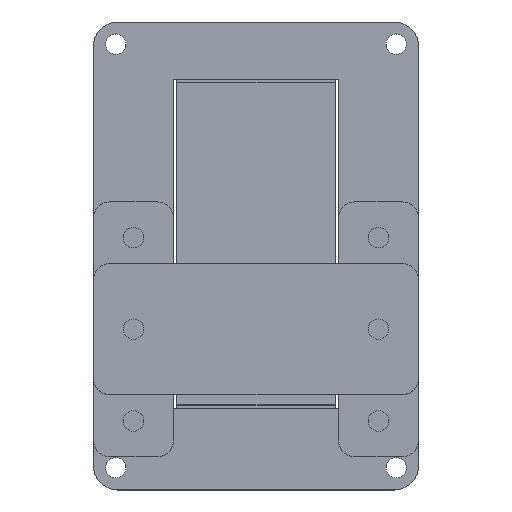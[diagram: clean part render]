
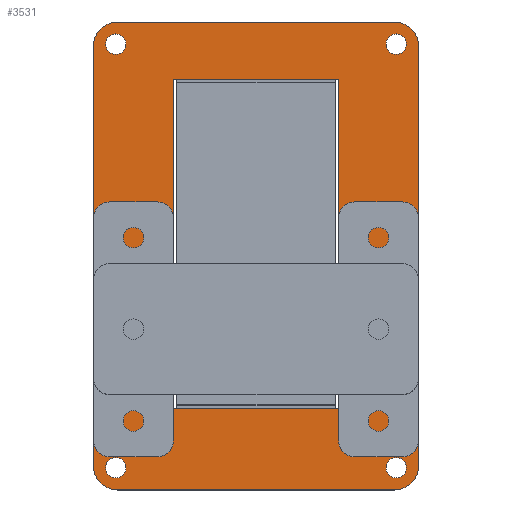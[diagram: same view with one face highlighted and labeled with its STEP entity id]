
A CAD part, top view. The second image highlights one B-rep face of the part: STEP entity #3531.
In plain terms, the highlighted planar face has unit normal (0, 0, 1).
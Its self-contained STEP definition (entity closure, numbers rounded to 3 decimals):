
#192=LINE('',#5575,#516);
#202=LINE('',#5612,#526);
#208=LINE('',#5630,#532);
#210=LINE('',#5634,#534);
#212=LINE('',#5638,#536);
#214=LINE('',#5641,#538);
#218=LINE('',#5655,#542);
#219=LINE('',#5657,#543);
#516=VECTOR('',#4501,10.);
#526=VECTOR('',#4533,10.);
#532=VECTOR('',#4553,10.);
#534=VECTOR('',#4557,10.);
#536=VECTOR('',#4561,10.);
#538=VECTOR('',#4565,10.);
#542=VECTOR('',#4583,10.);
#543=VECTOR('',#4586,10.);
#843=FACE_BOUND('',#1199,.T.);
#844=FACE_BOUND('',#1200,.T.);
#845=FACE_BOUND('',#1201,.T.);
#846=FACE_BOUND('',#1202,.T.);
#847=FACE_BOUND('',#1203,.T.);
#848=FACE_BOUND('',#1204,.T.);
#849=FACE_BOUND('',#1205,.T.);
#967=FACE_OUTER_BOUND('',#1198,.T.);
#1198=EDGE_LOOP('',(#2784,#2785,#2786,#2787,#2788,#2789,#2790,#2791));
#1199=EDGE_LOOP('',(#2792));
#1200=EDGE_LOOP('',(#2793));
#1201=EDGE_LOOP('',(#2794));
#1202=EDGE_LOOP('',(#2795));
#1203=EDGE_LOOP('',(#2796));
#1204=EDGE_LOOP('',(#2797,#2798,#2799,#2800));
#1205=EDGE_LOOP('',(#2801));
#1399=CIRCLE('',#3850,0.5);
#1401=CIRCLE('',#3853,0.5);
#1402=CIRCLE('',#3855,3.);
#1411=CIRCLE('',#3867,3.);
#1412=CIRCLE('',#3870,3.);
#1413=CIRCLE('',#3872,3.);
#1414=CIRCLE('',#3874,1.28);
#1415=CIRCLE('',#3880,1.28);
#1416=CIRCLE('',#3882,1.28);
#1417=CIRCLE('',#3884,1.28);
#1633=VERTEX_POINT('',#5552);
#1635=VERTEX_POINT('',#5558);
#1636=VERTEX_POINT('',#5562);
#1637=VERTEX_POINT('',#5563);
#1641=VERTEX_POINT('',#5573);
#1655=VERTEX_POINT('',#5605);
#1656=VERTEX_POINT('',#5606);
#1657=VERTEX_POINT('',#5611);
#1658=VERTEX_POINT('',#5615);
#1659=VERTEX_POINT('',#5619);
#1660=VERTEX_POINT('',#5623);
#1661=VERTEX_POINT('',#5627);
#1662=VERTEX_POINT('',#5629);
#1663=VERTEX_POINT('',#5633);
#1664=VERTEX_POINT('',#5637);
#1665=VERTEX_POINT('',#5643);
#1666=VERTEX_POINT('',#5647);
#1667=VERTEX_POINT('',#5651);
#2024=EDGE_CURVE('',#1633,#1633,#1399,.T.);
#2027=EDGE_CURVE('',#1635,#1635,#1401,.T.);
#2028=EDGE_CURVE('',#1636,#1637,#1402,.T.);
#2034=EDGE_CURVE('',#1636,#1641,#192,.T.);
#2049=EDGE_CURVE('',#1655,#1656,#1411,.T.);
#2052=EDGE_CURVE('',#1657,#1656,#202,.T.);
#2054=EDGE_CURVE('',#1657,#1658,#1412,.T.);
#2056=EDGE_CURVE('',#1659,#1641,#1413,.T.);
#2058=EDGE_CURVE('',#1660,#1660,#1414,.T.);
#2061=EDGE_CURVE('',#1662,#1661,#208,.T.);
#2063=EDGE_CURVE('',#1663,#1662,#210,.T.);
#2065=EDGE_CURVE('',#1664,#1663,#212,.T.);
#2067=EDGE_CURVE('',#1661,#1664,#214,.T.);
#2068=EDGE_CURVE('',#1665,#1665,#1415,.T.);
#2070=EDGE_CURVE('',#1666,#1666,#1416,.T.);
#2072=EDGE_CURVE('',#1667,#1667,#1417,.T.);
#2074=EDGE_CURVE('',#1659,#1658,#218,.T.);
#2075=EDGE_CURVE('',#1655,#1637,#219,.T.);
#2784=ORIENTED_EDGE('',*,*,#2028,.F.);
#2785=ORIENTED_EDGE('',*,*,#2034,.T.);
#2786=ORIENTED_EDGE('',*,*,#2056,.F.);
#2787=ORIENTED_EDGE('',*,*,#2074,.T.);
#2788=ORIENTED_EDGE('',*,*,#2054,.F.);
#2789=ORIENTED_EDGE('',*,*,#2052,.T.);
#2790=ORIENTED_EDGE('',*,*,#2049,.F.);
#2791=ORIENTED_EDGE('',*,*,#2075,.T.);
#2792=ORIENTED_EDGE('',*,*,#2024,.T.);
#2793=ORIENTED_EDGE('',*,*,#2027,.T.);
#2794=ORIENTED_EDGE('',*,*,#2072,.T.);
#2795=ORIENTED_EDGE('',*,*,#2070,.T.);
#2796=ORIENTED_EDGE('',*,*,#2068,.T.);
#2797=ORIENTED_EDGE('',*,*,#2067,.T.);
#2798=ORIENTED_EDGE('',*,*,#2065,.T.);
#2799=ORIENTED_EDGE('',*,*,#2063,.T.);
#2800=ORIENTED_EDGE('',*,*,#2061,.T.);
#2801=ORIENTED_EDGE('',*,*,#2058,.T.);
#3389=PLANE('',#3887);
#3531=ADVANCED_FACE('',(#967,#843,#844,#845,#846,#847,#848,#849),#3389,
 .T.);
#3850=AXIS2_PLACEMENT_3D('',#5554,#4480,#4481);
#3853=AXIS2_PLACEMENT_3D('',#5560,#4487,#4488);
#3855=AXIS2_PLACEMENT_3D('',#5564,#4491,#4492);
#3867=AXIS2_PLACEMENT_3D('',#5607,#4527,#4528);
#3870=AXIS2_PLACEMENT_3D('',#5616,#4537,#4538);
#3872=AXIS2_PLACEMENT_3D('',#5620,#4542,#4543);
#3874=AXIS2_PLACEMENT_3D('',#5624,#4547,#4548);
#3880=AXIS2_PLACEMENT_3D('',#5644,#4568,#4569);
#3882=AXIS2_PLACEMENT_3D('',#5648,#4573,#4574);
#3884=AXIS2_PLACEMENT_3D('',#5652,#4578,#4579);
#3887=AXIS2_PLACEMENT_3D('',#5658,#4587,#4588);
#4480=DIRECTION('center_axis',(0.,0.,-1.));
#4481=DIRECTION('ref_axis',(1.,0.,0.));
#4487=DIRECTION('center_axis',(0.,0.,-1.));
#4488=DIRECTION('ref_axis',(1.,0.,0.));
#4491=DIRECTION('center_axis',(0.,0.,-1.));
#4492=DIRECTION('ref_axis',(-0.707,0.707,0.));
#4501=DIRECTION('',(0.,-1.,0.));
#4527=DIRECTION('center_axis',(0.,0.,-1.));
#4528=DIRECTION('ref_axis',(0.707,0.707,0.));
#4533=DIRECTION('',(0.,1.,0.));
#4537=DIRECTION('center_axis',(0.,0.,-1.));
#4538=DIRECTION('ref_axis',(0.707,-0.707,0.));
#4542=DIRECTION('center_axis',(0.,0.,-1.));
#4543=DIRECTION('ref_axis',(-0.707,-0.707,0.));
#4547=DIRECTION('center_axis',(0.,0.,-1.));
#4548=DIRECTION('ref_axis',(1.,0.,0.));
#4553=DIRECTION('',(0.,1.,0.));
#4557=DIRECTION('',(-1.,0.,0.));
#4561=DIRECTION('',(0.,-1.,0.));
#4565=DIRECTION('',(1.,0.,0.));
#4568=DIRECTION('center_axis',(0.,0.,-1.));
#4569=DIRECTION('ref_axis',(1.,0.,0.));
#4573=DIRECTION('center_axis',(0.,0.,-1.));
#4574=DIRECTION('ref_axis',(1.,0.,0.));
#4578=DIRECTION('center_axis',(0.,0.,-1.));
#4579=DIRECTION('ref_axis',(1.,0.,0.));
#4583=DIRECTION('',(1.,0.,0.));
#4586=DIRECTION('',(-1.,0.,0.));
#4587=DIRECTION('center_axis',(0.,0.,1.));
#4588=DIRECTION('ref_axis',(1.,0.,0.));
#5552=CARTESIAN_POINT('',(14.85,0.,24.335));
#5554=CARTESIAN_POINT('Origin',(15.35,0.,
24.335));
#5558=CARTESIAN_POINT('',(-15.85,0.,24.335));
#5560=CARTESIAN_POINT('Origin',(-15.35,0.,24.335));
#5562=CARTESIAN_POINT('',(-20.35,35.51,24.335));
#5563=CARTESIAN_POINT('',(-17.35,38.51,24.335));
#5564=CARTESIAN_POINT('Origin',(-17.35,35.51,24.335));
#5573=CARTESIAN_POINT('',(-20.35,-17.1,24.335));
#5575=CARTESIAN_POINT('',(-20.35,38.51,24.335));
#5605=CARTESIAN_POINT('',(17.35,38.51,24.335));
#5606=CARTESIAN_POINT('',(20.35,35.51,24.335));
#5607=CARTESIAN_POINT('Origin',(17.35,35.51,24.335));
#5611=CARTESIAN_POINT('',(20.35,-17.1,24.335));
#5612=CARTESIAN_POINT('',(20.35,-20.1,24.335));
#5615=CARTESIAN_POINT('',(17.35,-20.1,24.335));
#5616=CARTESIAN_POINT('Origin',(17.35,-17.1,24.335));
#5619=CARTESIAN_POINT('',(-17.35,-20.1,24.335));
#5620=CARTESIAN_POINT('Origin',(-17.35,-17.1,24.335));
#5623=CARTESIAN_POINT('',(-18.85,-17.32,24.335));
#5624=CARTESIAN_POINT('Origin',(-17.57,-17.32,24.335));
#5627=CARTESIAN_POINT('',(-10.35,31.3,24.335));
#5629=CARTESIAN_POINT('',(-10.35,-9.9,24.335));
#5630=CARTESIAN_POINT('',(-10.35,-9.9,24.335));
#5633=CARTESIAN_POINT('',(10.35,-9.9,24.335));
#5634=CARTESIAN_POINT('',(10.35,-9.9,24.335));
#5637=CARTESIAN_POINT('',(10.35,31.3,24.335));
#5638=CARTESIAN_POINT('',(10.35,31.3,24.335));
#5641=CARTESIAN_POINT('',(-10.35,31.3,24.335));
#5643=CARTESIAN_POINT('',(16.29,35.73,24.335));
#5644=CARTESIAN_POINT('Origin',(17.57,35.73,24.335));
#5647=CARTESIAN_POINT('',(-18.85,35.73,24.335));
#5648=CARTESIAN_POINT('Origin',(-17.57,35.73,24.335));
#5651=CARTESIAN_POINT('',(16.29,-17.32,24.335));
#5652=CARTESIAN_POINT('Origin',(17.57,-17.32,24.335));
#5655=CARTESIAN_POINT('',(-20.35,-20.1,24.335));
#5657=CARTESIAN_POINT('',(20.35,38.51,24.335));
#5658=CARTESIAN_POINT('Origin',(0.,9.205,24.335));
